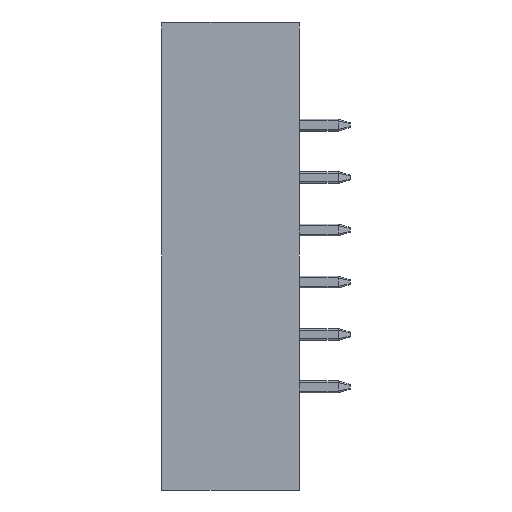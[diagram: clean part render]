
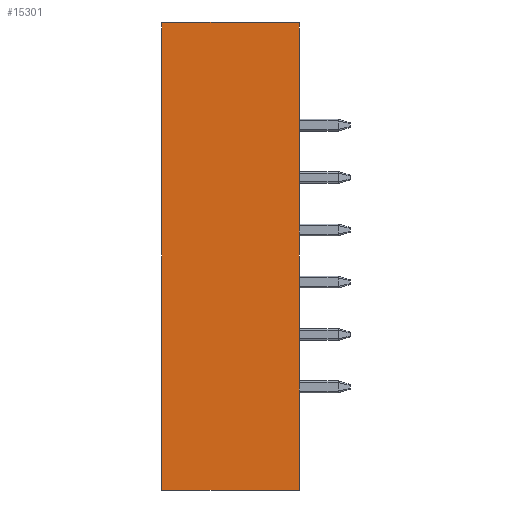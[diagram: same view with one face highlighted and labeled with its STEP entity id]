
A CAD part, left-side view. The second image highlights one B-rep face of the part: STEP entity #15301.
In plain terms, the highlighted planar face has unit normal (-1, 0, 0).
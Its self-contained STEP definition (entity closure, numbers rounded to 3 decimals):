
#296=CARTESIAN_POINT('',(-3.,0.0,6.9));
#297=VERTEX_POINT('',#296);
#304=CARTESIAN_POINT('',(-3.,0.0,-24.4));
#305=VERTEX_POINT('',#304);
#306=CARTESIAN_POINT('',(-3.,0.0,6.9));
#307=DIRECTION('',(0.0,0.0,-1.0));
#308=VECTOR('',#307,31.3);
#309=LINE('',#306,#308);
#310=EDGE_CURVE('',#297,#305,#309,.T.);
#859=CARTESIAN_POINT('',(-3.,9.2,-24.4));
#860=VERTEX_POINT('',#859);
#861=CARTESIAN_POINT('',(-3.,9.2,-24.4));
#862=DIRECTION('',(0.0,-1.0,0.0));
#863=VECTOR('',#862,9.2);
#864=LINE('',#861,#863);
#865=EDGE_CURVE('',#860,#305,#864,.T.);
#1159=CARTESIAN_POINT('',(-3.,9.2,6.9));
#1160=VERTEX_POINT('',#1159);
#1167=CARTESIAN_POINT('',(-3.,9.2,6.9));
#1168=DIRECTION('',(0.0,-1.0,0.0));
#1169=VECTOR('',#1168,9.2);
#1170=LINE('',#1167,#1169);
#1171=EDGE_CURVE('',#1160,#297,#1170,.T.);
#1212=CARTESIAN_POINT('',(-3.,9.2,-24.4));
#1213=DIRECTION('',(0.0,0.0,1.0));
#1214=VECTOR('',#1213,31.3);
#1215=LINE('',#1212,#1214);
#1216=EDGE_CURVE('',#860,#1160,#1215,.T.);
#15290=CARTESIAN_POINT('',(-3.,0.0,0.0));
#15291=DIRECTION('',(-1.0,0.0,0.0));
#15292=DIRECTION('',(0.0,0.0,1.0));
#15293=AXIS2_PLACEMENT_3D('',#15290,#15291,#15292);
#15294=PLANE('',#15293);
#15295=ORIENTED_EDGE('',*,*,#1216,.F.);
#15296=ORIENTED_EDGE('',*,*,#865,.T.);
#15297=ORIENTED_EDGE('',*,*,#310,.F.);
#15298=ORIENTED_EDGE('',*,*,#1171,.F.);
#15299=EDGE_LOOP('',(#15295,#15296,#15297,#15298));
#15300=FACE_OUTER_BOUND('',#15299,.T.);
#15301=ADVANCED_FACE('',(#15300),#15294,.T.);
